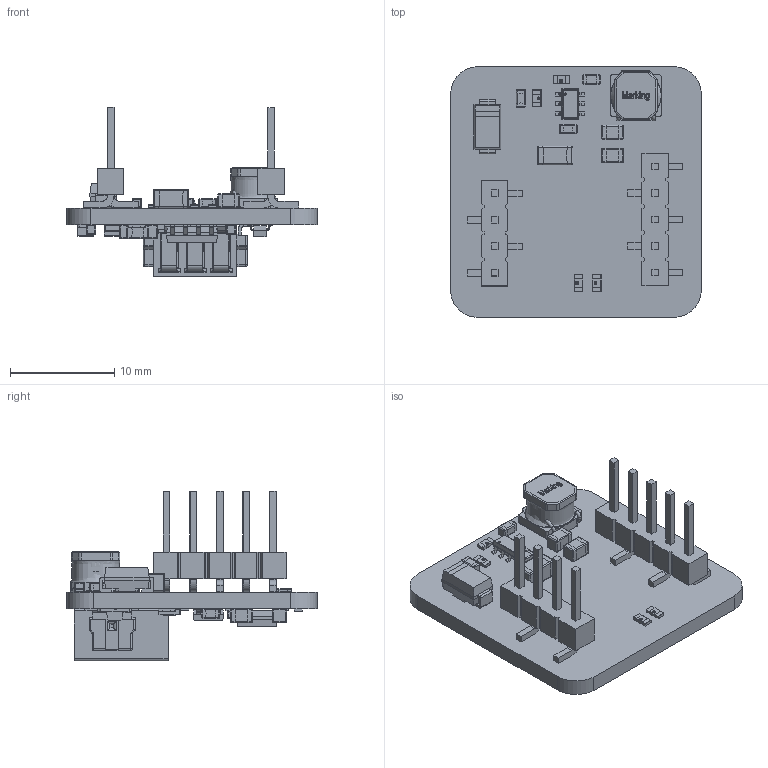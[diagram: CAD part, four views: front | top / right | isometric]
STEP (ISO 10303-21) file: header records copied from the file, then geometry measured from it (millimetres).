
FILE_DESCRIPTION(('Open CASCADE Model'),'2;1');
FILE_NAME('Open CASCADE Shape Model','2025-09-20T22:07:06',('Author'),( 'Open CASCADE'),'Open CASCADE STEP processor 7.5','Open CASCADE 7.5' ,'Unknown');
FILE_SCHEMA(('AUTOMOTIVE_DESIGN { 1 0 10303 214 1 1 1 1 }'));
Length unit declared in the file: millimetre
Products named in the file (66): PCB; BoardFujitsu_ESPHome; Open CASCADE STEP translator 7.5 3.1.1; J102Fujitsu_ESPHome; TSM-105-01-F-SV; TSM-105-01-SV_body; T-1S6-16-F(-01-5-SV); T-1S6-16-F(-01-5-SV)2; D101Fujitsu_ESPHome; MMBZ27VAL-7-F; C110Fujitsu_ESPHome; CAPC-0603-T0.9-BN; Open CASCADE STEP translator 7.5 3.4.1.1; Open CASCADE STEP translator 7.5 3.4.1.2; L100Fujitsu_ESPHome; 5913627008; U101Fujitsu_ESPHome; 6582697392; Body; PinsArrayLR; U100Fujitsu_ESPHome; 6406443056; R106Fujitsu_ESPHome; SW3dPS-0603 SMD Resistor; R105Fujitsu_ESPHome; R104Fujitsu_ESPHome; R103Fujitsu_ESPHome; R102Fujitsu_ESPHome; R101Fujitsu_ESPHome; R100Fujitsu_ESPHome; RESC-0805; Open CASCADE STEP translator 7.5 3.14.1.1; Open CASCADE STEP translator 7.5 3.14.1.2; J101Fujitsu_ESPHome; TSM-104-01-L-SV-TR; T-1S6-16(-01-4-SV); TSM-104-01-SV_body; J100Fujitsu_ESPHome; Download_STP_691805010303 (rev1); 691805010303 ...
Assembly tree (84 placements, depth 4):
  PCB
    BoardFujitsu_ESPHome
      Open CASCADE STEP translator 7.5 3.1.1
    J102Fujitsu_ESPHome
      TSM-105-01-F-SV
        TSM-105-01-SV_body
        T-1S6-16-F(-01-5-SV)
        T-1S6-16-F(-01-5-SV)2
    D101Fujitsu_ESPHome
      MMBZ27VAL-7-F
    C110Fujitsu_ESPHome
      CAPC-0603-T0.9-BN
        Open CASCADE STEP translator 7.5 3.4.1.1
        Open CASCADE STEP translator 7.5 3.4.1.2
    L100Fujitsu_ESPHome
      5913627008
    U101Fujitsu_ESPHome
      6582697392
        Body
        PinsArrayLR
    U100Fujitsu_ESPHome
      6406443056
        Body
        PinsArrayLR
    R106Fujitsu_ESPHome
      SW3dPS-0603 SMD Resistor
    R105Fujitsu_ESPHome
      SW3dPS-0603 SMD Resistor
    R104Fujitsu_ESPHome
      SW3dPS-0603 SMD Resistor
    R103Fujitsu_ESPHome
      SW3dPS-0603 SMD Resistor
    R102Fujitsu_ESPHome
      SW3dPS-0603 SMD Resistor
    R101Fujitsu_ESPHome
      SW3dPS-0603 SMD Resistor
    R100Fujitsu_ESPHome
      RESC-0805
        Open CASCADE STEP translator 7.5 3.14.1.1
        Open CASCADE STEP translator 7.5 3.14.1.2
    J101Fujitsu_ESPHome
      TSM-104-01-L-SV-TR
        T-1S6-16(-01-4-SV)
        TSM-104-01-SV_body
    J100Fujitsu_ESPHome
      Download_STP_691805010303 (rev1)
        691805010303
        6918050103xx_Solder tab  x2
        6918050103xx_Pin2  x3
        6918050103xx_Pin1  x3
    D103Fujitsu_ESPHome
      User Library-5977703607F
    D102Fujitsu_ESPHome
      User Library-5977703607F
    D100Fujitsu_ESPHome
      User Library-DO-214AC SMA
    C109Fujitsu_ESPHome
      CAPC-0603-T0.9-BN
        Open CASCADE STEP translator 7.5 3.4.1.1
        Open CASCADE STEP translator 7.5 3.4.1.2
Bounding box: 24.05 x 24.05 x 16.27 mm (x, y, z)
Volume: 1502 mm3; surface area: 3725.9 mm2
Topology: 79 solids, 79 shells, 2808 faces, 7255 edges, 4593 vertices
Faces by surface type: plane 1573, cylinder 717, bspline 245, sphere 140, torus 71, extrusion 45, cone 17
Full cylindrical faces by diameter (mm): 0.2 x1, 0.35 x7, 0.487 x1, 2.2 x1
Entity records: 63065 total; most frequent: CARTESIAN_POINT 18648, ORIENTED_EDGE 8562, DIRECTION 8032, EDGE_CURVE 4281, VECTOR 3152, LINE 3107, VERTEX_POINT 2731, AXIS2_PLACEMENT_3D 2440
